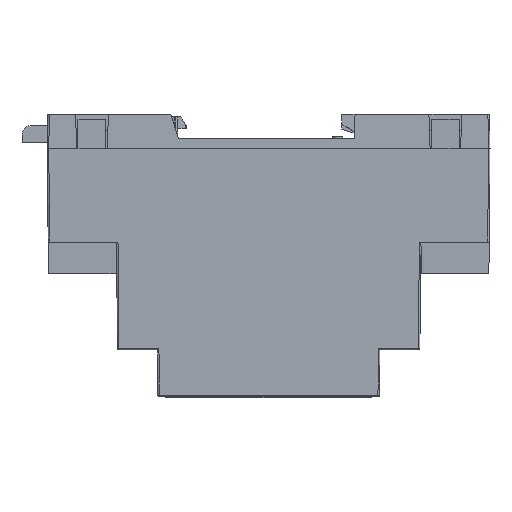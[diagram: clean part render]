
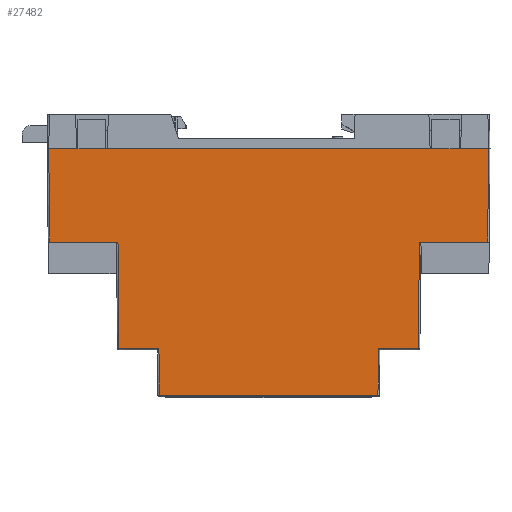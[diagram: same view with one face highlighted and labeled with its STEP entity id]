
A CAD part, front view. The second image highlights one B-rep face of the part: STEP entity #27482.
In plain terms, the highlighted planar face has unit normal (0, -1, -0.009).
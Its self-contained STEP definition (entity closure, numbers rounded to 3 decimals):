
#1044 = ORIENTED_EDGE ( 'NONE', *, *, #27406, .F. ) ;
#1046 = ORIENTED_EDGE ( 'NONE', *, *, #27405, .F. ) ;
#1047 = ORIENTED_EDGE ( 'NONE', *, *, #8674, .F. ) ;
#1048 = ORIENTED_EDGE ( 'NONE', *, *, #8673, .F. ) ;
#1049 = ORIENTED_EDGE ( 'NONE', *, *, #27407, .F. ) ;
#1050 = ORIENTED_EDGE ( 'NONE', *, *, #8699, .F. ) ;
#1051 = ORIENTED_EDGE ( 'NONE', *, *, #8697, .F. ) ;
#1052 = ORIENTED_EDGE ( 'NONE', *, *, #8689, .F. ) ;
#1053 = ORIENTED_EDGE ( 'NONE', *, *, #8714, .F. ) ;
#1054 = ORIENTED_EDGE ( 'NONE', *, *, #8722, .F. ) ;
#1055 = ORIENTED_EDGE ( 'NONE', *, *, #8726, .F. ) ;
#1056 = ORIENTED_EDGE ( 'NONE', *, *, #8737, .F. ) ;
#1057 = ORIENTED_EDGE ( 'NONE', *, *, #8752, .F. ) ;
#1058 = ORIENTED_EDGE ( 'NONE', *, *, #8760, .F. ) ;
#1059 = ORIENTED_EDGE ( 'NONE', *, *, #27373, .F. ) ;
#1060 = ORIENTED_EDGE ( 'NONE', *, *, #27367, .F. ) ;
#1264 = VERTEX_POINT ( 'NONE', #11102 ) ;
#1278 = VERTEX_POINT ( 'NONE', #11116 ) ;
#1293 = VERTEX_POINT ( 'NONE', #11131 ) ;
#1295 = VERTEX_POINT ( 'NONE', #11133 ) ;
#5540 = VERTEX_POINT ( 'NONE', #18084 ) ;
#5542 = VERTEX_POINT ( 'NONE', #18086 ) ;
#5545 = VERTEX_POINT ( 'NONE', #18089 ) ;
#5548 = VERTEX_POINT ( 'NONE', #18092 ) ;
#5628 = VERTEX_POINT ( 'NONE', #18172 ) ;
#5630 = VERTEX_POINT ( 'NONE', #18174 ) ;
#5634 = VERTEX_POINT ( 'NONE', #18178 ) ;
#5636 = VERTEX_POINT ( 'NONE', #18180 ) ;
#5648 = VERTEX_POINT ( 'NONE', #18192 ) ;
#5649 = VERTEX_POINT ( 'NONE', #18193 ) ;
#5654 = VERTEX_POINT ( 'NONE', #18198 ) ;
#5664 = VERTEX_POINT ( 'NONE', #18208 ) ;
#7772 = EDGE_LOOP ( 'NONE', ( #1046, #1047, #1044, #1048, #1049, #1051, #1052, #1050, #1053, #1054, #1055, #1056, #1057, #1058, #1059, #1060 ) ) ;
#8673 = EDGE_CURVE ( 'NONE', #5628, #5630, #23059, .T. ) ;
#8674 = EDGE_CURVE ( 'NONE', #5634, #5636, #23062, .T. ) ;
#8689 = EDGE_CURVE ( 'NONE', #5648, #5649, #23108, .T. ) ;
#8697 = EDGE_CURVE ( 'NONE', #5649, #5654, #23134, .T. ) ;
#8699 = EDGE_CURVE ( 'NONE', #5540, #5648, #23140, .T. ) ;
#8714 = EDGE_CURVE ( 'NONE', #5664, #5540, #23185, .T. ) ;
#8722 = EDGE_CURVE ( 'NONE', #5542, #5664, #23211, .T. ) ;
#8726 = EDGE_CURVE ( 'NONE', #5545, #5542, #23223, .T. ) ;
#8737 = EDGE_CURVE ( 'NONE', #1264, #5545, #23255, .T. ) ;
#8752 = EDGE_CURVE ( 'NONE', #5548, #1264, #23303, .T. ) ;
#8760 = EDGE_CURVE ( 'NONE', #1278, #5548, #23326, .T. ) ;
#11102 = CARTESIAN_POINT ( 'NONE',  ( -29548.259, -26772.317, -27.94 ) ) ;
#11116 = CARTESIAN_POINT ( 'NONE',  ( -29539.911, -26772.506, -6.237 ) ) ;
#11131 = CARTESIAN_POINT ( 'NONE',  ( -29525.977, -26772.506, -6.237 ) ) ;
#11133 = CARTESIAN_POINT ( 'NONE',  ( -29525.811, -26772.672, 12.763 ) ) ;
#18084 = CARTESIAN_POINT ( 'NONE',  ( -29601.122, -26772.317, -27.94 ) ) ;
#18086 = CARTESIAN_POINT ( 'NONE',  ( -29592.881, -26772.234, -37.44 ) ) ;
#18089 = CARTESIAN_POINT ( 'NONE',  ( -29548.342, -26772.234, -37.44 ) ) ;
#18092 = CARTESIAN_POINT ( 'NONE',  ( -29540.101, -26772.317, -27.94 ) ) ;
#18172 = CARTESIAN_POINT ( 'NONE',  ( -29609.462, -26772.672, 12.763 ) ) ;
#18174 = CARTESIAN_POINT ( 'NONE',  ( -29603.762, -26772.672, 12.763 ) ) ;
#18178 = CARTESIAN_POINT ( 'NONE',  ( -29537.462, -26772.672, 12.763 ) ) ;
#18180 = CARTESIAN_POINT ( 'NONE',  ( -29531.762, -26772.672, 12.763 ) ) ;
#18192 = CARTESIAN_POINT ( 'NONE',  ( -29601.312, -26772.506, -6.237 ) ) ;
#18193 = CARTESIAN_POINT ( 'NONE',  ( -29615.246, -26772.506, -6.237 ) ) ;
#18198 = CARTESIAN_POINT ( 'NONE',  ( -29615.412, -26772.672, 12.763 ) ) ;
#18208 = CARTESIAN_POINT ( 'NONE',  ( -29592.964, -26772.317, -27.94 ) ) ;
#22145 = VECTOR ( 'NONE', #23061, 1000. ) ;
#22146 = VECTOR ( 'NONE', #23064, 1000. ) ;
#22160 = VECTOR ( 'NONE', #23110, 1000. ) ;
#22166 = VECTOR ( 'NONE', #23136, 1000. ) ;
#22168 = VECTOR ( 'NONE', #23142, 1000. ) ;
#22183 = VECTOR ( 'NONE', #23187, 1000. ) ;
#22190 = VECTOR ( 'NONE', #23213, 1000. ) ;
#22194 = VECTOR ( 'NONE', #23225, 1000. ) ;
#22205 = VECTOR ( 'NONE', #23257, 1000. ) ;
#22218 = VECTOR ( 'NONE', #23305, 1000. ) ;
#22228 = VECTOR ( 'NONE', #23328, 1000. ) ;
#23059 = LINE ( 'NONE', #23060, #22145 ) ;
#23060 = CARTESIAN_POINT ( 'NONE',  ( -29595.512, -26772.672, 12.763 ) ) ;
#23061 = DIRECTION ( 'NONE',  ( 1., 0., 0. ) ) ;
#23062 = LINE ( 'NONE', #23063, #22146 ) ;
#23063 = CARTESIAN_POINT ( 'NONE',  ( -29595.512, -26772.672, 12.763 ) ) ;
#23064 = DIRECTION ( 'NONE',  ( 1., 0., 0. ) ) ;
#23108 = LINE ( 'NONE', #23109, #22160 ) ;
#23109 = CARTESIAN_POINT ( 'NONE',  ( -29595.512, -26772.506, -6.237 ) ) ;
#23110 = DIRECTION ( 'NONE',  ( -1., 0., 0. ) ) ;
#23134 = LINE ( 'NONE', #23135, #22166 ) ;
#23135 = CARTESIAN_POINT ( 'NONE',  ( -29615.246, -26772.506, -6.237 ) ) ;
#23136 = DIRECTION ( 'NONE',  ( -0.009, -0.009, 1. ) ) ;
#23140 = LINE ( 'NONE', #23141, #22168 ) ;
#23141 = CARTESIAN_POINT ( 'NONE',  ( -29601.122, -26772.317, -27.94 ) ) ;
#23142 = DIRECTION ( 'NONE',  ( -0.009, -0.009, 1. ) ) ;
#23185 = LINE ( 'NONE', #23186, #22183 ) ;
#23186 = CARTESIAN_POINT ( 'NONE',  ( -29595.512, -26772.317, -27.94 ) ) ;
#23187 = DIRECTION ( 'NONE',  ( -1., 0., 0. ) ) ;
#23211 = LINE ( 'NONE', #23212, #22190 ) ;
#23212 = CARTESIAN_POINT ( 'NONE',  ( -29592.881, -26772.234, -37.44 ) ) ;
#23213 = DIRECTION ( 'NONE',  ( -0.009, -0.009, 1. ) ) ;
#23223 = LINE ( 'NONE', #23224, #22194 ) ;
#23224 = CARTESIAN_POINT ( 'NONE',  ( -29595.512, -26772.234, -37.44 ) ) ;
#23225 = DIRECTION ( 'NONE',  ( -1., 0., 0. ) ) ;
#23255 = LINE ( 'NONE', #23256, #22205 ) ;
#23256 = CARTESIAN_POINT ( 'NONE',  ( -29548.259, -26772.317, -27.94 ) ) ;
#23257 = DIRECTION ( 'NONE',  ( -0.009, 0.009, -1. ) ) ;
#23303 = LINE ( 'NONE', #23304, #22218 ) ;
#23304 = CARTESIAN_POINT ( 'NONE',  ( -29595.512, -26772.317, -27.94 ) ) ;
#23305 = DIRECTION ( 'NONE',  ( -1., 0., 0. ) ) ;
#23326 = LINE ( 'NONE', #23327, #22228 ) ;
#23327 = CARTESIAN_POINT ( 'NONE',  ( -29539.911, -26772.506, -6.237 ) ) ;
#23328 = DIRECTION ( 'NONE',  ( -0.009, 0.009, -1. ) ) ;
#24586 = VECTOR ( 'NONE', #26476, 1000. ) ;
#24592 = VECTOR ( 'NONE', #26494, 1000. ) ;
#24624 = VECTOR ( 'NONE', #26603, 1000. ) ;
#24625 = VECTOR ( 'NONE', #26606, 1000. ) ;
#24626 = VECTOR ( 'NONE', #26609, 1000. ) ;
#24718 = FACE_OUTER_BOUND ( 'NONE', #7772, .T. ) ;
#24721 = AXIS2_PLACEMENT_3D ( 'NONE', #26856, #26857, #26858 ) ;
#26474 = LINE ( 'NONE', #26475, #24586 ) ;
#26475 = CARTESIAN_POINT ( 'NONE',  ( -29525.811, -26772.672, 12.763 ) ) ;
#26476 = DIRECTION ( 'NONE',  ( -0.009, 0.009, -1. ) ) ;
#26492 = LINE ( 'NONE', #26493, #24592 ) ;
#26493 = CARTESIAN_POINT ( 'NONE',  ( -29595.512, -26772.506, -6.237 ) ) ;
#26494 = DIRECTION ( 'NONE',  ( -1., 0., 0. ) ) ;
#26601 = LINE ( 'NONE', #26602, #24624 ) ;
#26602 = CARTESIAN_POINT ( 'NONE',  ( -29615.712, -26772.672, 12.763 ) ) ;
#26603 = DIRECTION ( 'NONE',  ( 1., 0., 0. ) ) ;
#26604 = LINE ( 'NONE', #26605, #24625 ) ;
#26605 = CARTESIAN_POINT ( 'NONE',  ( -29615.712, -26772.672, 12.763 ) ) ;
#26606 = DIRECTION ( 'NONE',  ( 1., 0., 0. ) ) ;
#26607 = LINE ( 'NONE', #26608, #24626 ) ;
#26608 = CARTESIAN_POINT ( 'NONE',  ( -29615.712, -26772.672, 12.763 ) ) ;
#26609 = DIRECTION ( 'NONE',  ( 1., 0., 0. ) ) ;
#26855 = PLANE ( 'NONE',  #24721 ) ;
#26856 = CARTESIAN_POINT ( 'NONE',  ( -29595.512, -26772.145, -47.706 ) ) ;
#26857 = DIRECTION ( 'NONE',  ( 0., 1., 0.009 ) ) ;
#26858 = DIRECTION ( 'NONE',  ( 0., -0.009, 1. ) ) ;
#27367 = EDGE_CURVE ( 'NONE', #1295, #1293, #26474, .T. ) ;
#27373 = EDGE_CURVE ( 'NONE', #1293, #1278, #26492, .T. ) ;
#27405 = EDGE_CURVE ( 'NONE', #5636, #1295, #26601, .T. ) ;
#27406 = EDGE_CURVE ( 'NONE', #5630, #5634, #26604, .T. ) ;
#27407 = EDGE_CURVE ( 'NONE', #5654, #5628, #26607, .T. ) ;
#27482 = ADVANCED_FACE ( 'NONE', ( #24718 ), #26855, .F. ) ;
